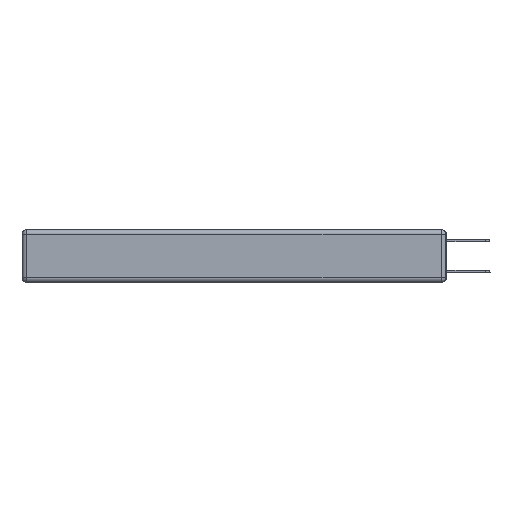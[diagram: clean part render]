
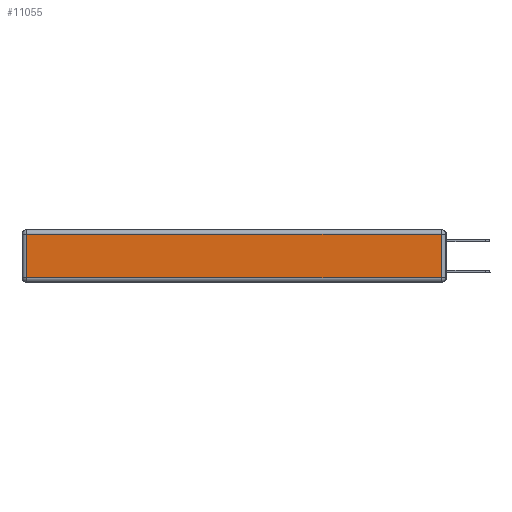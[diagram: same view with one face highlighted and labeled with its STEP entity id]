
A CAD part, left-side view. The second image highlights one B-rep face of the part: STEP entity #11055.
In plain terms, the highlighted planar face has unit normal (-1, 0, 0).
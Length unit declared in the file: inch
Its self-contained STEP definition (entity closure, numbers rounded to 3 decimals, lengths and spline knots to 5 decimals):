
#152 = ORIENTED_EDGE ( 'NONE', *, *, #1317, .T. ) ;
#1317 = EDGE_CURVE ( 'NONE', #14136, #10049, #14078, .T. ) ;
#1339 = CARTESIAN_POINT ( 'NONE',  ( 0., 2.75, -0.03 ) ) ;
#1835 = DIRECTION ( 'NONE',  ( 0., 0., 1. ) ) ;
#2567 = CARTESIAN_POINT ( 'NONE',  ( 0., 2.72, -0.343 ) ) ;
#2950 = VERTEX_POINT ( 'NONE', #10756 ) ;
#3962 = CARTESIAN_POINT ( 'NONE',  ( 0., 0.03, -0.343 ) ) ;
#4287 = ORIENTED_EDGE ( 'NONE', *, *, #9492, .T. ) ;
#4673 = FACE_OUTER_BOUND ( 'NONE', #6525, .T. ) ;
#6525 = EDGE_LOOP ( 'NONE', ( #4287, #152, #26159, #25525 ) ) ;
#6576 = CARTESIAN_POINT ( 'NONE',  ( 0., 0., -0.313 ) ) ;
#8729 = CARTESIAN_POINT ( 'NONE',  ( 0., 0.03, -0.313 ) ) ;
#9417 = DIRECTION ( 'NONE',  ( 0., 1., 0. ) ) ;
#9492 = EDGE_CURVE ( 'NONE', #17738, #14136, #10787, .T. ) ;
#9762 = VECTOR ( 'NONE', #9417, 39.37008 ) ;
#10049 = VERTEX_POINT ( 'NONE', #18463 ) ;
#10362 = EDGE_CURVE ( 'NONE', #2950, #17738, #10447, .T. ) ;
#10447 = LINE ( 'NONE', #2567, #25132 ) ;
#10756 = CARTESIAN_POINT ( 'NONE',  ( 0., 2.72, -0.03 ) ) ;
#10787 = LINE ( 'NONE', #6576, #19090 ) ;
#11055 = ADVANCED_FACE ( 'NONE', ( #4673 ), #16553, .T. ) ;
#13822 = AXIS2_PLACEMENT_3D ( 'NONE', #20032, #22244, #16707 ) ;
#14078 = LINE ( 'NONE', #3962, #23629 ) ;
#14136 = VERTEX_POINT ( 'NONE', #8729 ) ;
#16553 = PLANE ( 'NONE',  #13822 ) ;
#16707 = DIRECTION ( 'NONE',  ( 0., 0., 1. ) ) ;
#16752 = LINE ( 'NONE', #1339, #9762 ) ;
#17738 = VERTEX_POINT ( 'NONE', #25565 ) ;
#18463 = CARTESIAN_POINT ( 'NONE',  ( 0., 0.03, -0.03 ) ) ;
#19090 = VECTOR ( 'NONE', #20721, 39.37008 ) ;
#20032 = CARTESIAN_POINT ( 'NONE',  ( 0., 0., -0.343 ) ) ;
#20195 = DIRECTION ( 'NONE',  ( 0., 0., -1. ) ) ;
#20721 = DIRECTION ( 'NONE',  ( 0., -1., 0. ) ) ;
#22244 = DIRECTION ( 'NONE',  ( -1., 0., 0. ) ) ;
#22277 = EDGE_CURVE ( 'NONE', #10049, #2950, #16752, .T. ) ;
#23629 = VECTOR ( 'NONE', #1835, 39.37008 ) ;
#25132 = VECTOR ( 'NONE', #20195, 39.37008 ) ;
#25525 = ORIENTED_EDGE ( 'NONE', *, *, #10362, .T. ) ;
#25565 = CARTESIAN_POINT ( 'NONE',  ( 0., 2.72, -0.313 ) ) ;
#26159 = ORIENTED_EDGE ( 'NONE', *, *, #22277, .T. ) ;
